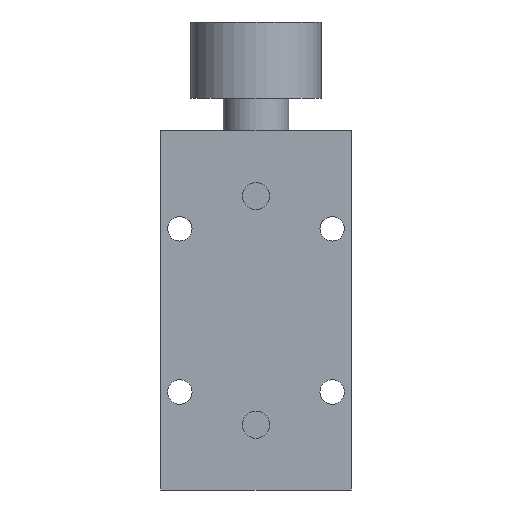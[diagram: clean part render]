
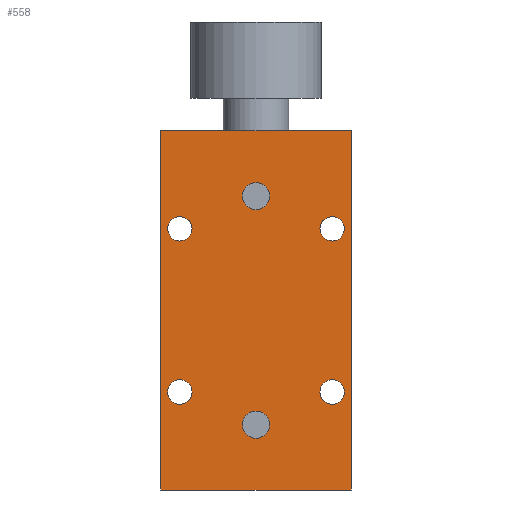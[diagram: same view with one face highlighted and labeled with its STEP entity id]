
A CAD part, front view. The second image highlights one B-rep face of the part: STEP entity #558.
In plain terms, the highlighted planar face has unit normal (0, -1, 0).
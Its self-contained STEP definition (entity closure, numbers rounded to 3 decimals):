
#21 = DIRECTION ( 'NONE',  ( 0., 0., 1. ) ) ;
#34 = DIRECTION ( 'NONE',  ( 0., 0., 1. ) ) ;
#205 = EDGE_CURVE ( 'NONE', #8750, #851, #9634, .T. ) ;
#288 = ORIENTED_EDGE ( 'NONE', *, *, #1111, .T. ) ;
#298 = FACE_BOUND ( 'NONE', #3012, .T. ) ;
#362 = DIRECTION ( 'NONE',  ( 0., -1., 0. ) ) ;
#485 = CIRCLE ( 'NONE', #4516, 2.25 ) ;
#558 = ADVANCED_FACE ( 'NONE', ( #7566, #10266, #298, #7690, #4862, #1980, #5882 ), #3840, .T. ) ;
#851 = VERTEX_POINT ( 'NONE', #6576 ) ;
#936 = VECTOR ( 'NONE', #7534, 1000. ) ;
#971 = VERTEX_POINT ( 'NONE', #8182 ) ;
#1111 = EDGE_CURVE ( 'NONE', #5234, #4764, #5423, .T. ) ;
#1219 = AXIS2_PLACEMENT_3D ( 'NONE', #4918, #362, #9428 ) ;
#1274 = DIRECTION ( 'NONE',  ( 0., 0., -1. ) ) ;
#1353 = VERTEX_POINT ( 'NONE', #3849 ) ;
#1381 = EDGE_CURVE ( 'NONE', #11224, #4233, #9075, .T. ) ;
#1403 = CIRCLE ( 'NONE', #9259, 2.5 ) ;
#1520 = CARTESIAN_POINT ( 'NONE',  ( 7.043, -20.499, 40.406 ) ) ;
#1549 = DIRECTION ( 'NONE',  ( 1., 0., 0. ) ) ;
#1638 = CARTESIAN_POINT ( 'NONE',  ( -24.457, -20.499, 28.406 ) ) ;
#1656 = DIRECTION ( 'NONE',  ( 0., 1., 0. ) ) ;
#1672 = EDGE_LOOP ( 'NONE', ( #6217, #6931 ) ) ;
#1719 = EDGE_CURVE ( 'NONE', #851, #8750, #6393, .T. ) ;
#1730 = CARTESIAN_POINT ( 'NONE',  ( -24.457, -20.499, -1.594 ) ) ;
#1914 = DIRECTION ( 'NONE',  ( 0., 1., 0. ) ) ;
#1980 = FACE_BOUND ( 'NONE', #3430, .T. ) ;
#2173 = AXIS2_PLACEMENT_3D ( 'NONE', #1730, #4370, #10792 ) ;
#2285 = LINE ( 'NONE', #6108, #4984 ) ;
#2294 = EDGE_CURVE ( 'NONE', #10748, #3278, #8384, .T. ) ;
#2433 = CIRCLE ( 'NONE', #6254, 2.25 ) ;
#2599 = CARTESIAN_POINT ( 'NONE',  ( -27.957, -20.499, -19.594 ) ) ;
#2666 = DIRECTION ( 'NONE',  ( 0., 0., 1. ) ) ;
#2683 = VECTOR ( 'NONE', #5176, 1000. ) ;
#2787 = ORIENTED_EDGE ( 'NONE', *, *, #3431, .T. ) ;
#2877 = DIRECTION ( 'NONE',  ( 0., 0., 1. ) ) ;
#2886 = CARTESIAN_POINT ( 'NONE',  ( 3.543, -20.499, 28.406 ) ) ;
#2895 = DIRECTION ( 'NONE',  ( 0., 0., -1. ) ) ;
#2991 = DIRECTION ( 'NONE',  ( 0., 0., -1. ) ) ;
#3012 = EDGE_LOOP ( 'NONE', ( #2787, #9038 ) ) ;
#3049 = CARTESIAN_POINT ( 'NONE',  ( -10.457, -20.499, -10.094 ) ) ;
#3089 = CARTESIAN_POINT ( 'NONE',  ( 3.543, -20.499, 28.406 ) ) ;
#3168 = ORIENTED_EDGE ( 'NONE', *, *, #6539, .F. ) ;
#3211 = EDGE_CURVE ( 'NONE', #3278, #10748, #1403, .T. ) ;
#3278 = VERTEX_POINT ( 'NONE', #8937 ) ;
#3430 = EDGE_LOOP ( 'NONE', ( #11269, #288 ) ) ;
#3431 = EDGE_CURVE ( 'NONE', #3510, #7043, #9633, .T. ) ;
#3510 = VERTEX_POINT ( 'NONE', #10492 ) ;
#3760 = CARTESIAN_POINT ( 'NONE',  ( 3.543, -20.499, 26.156 ) ) ;
#3810 = CIRCLE ( 'NONE', #6292, 2.25 ) ;
#3840 = PLANE ( 'NONE',  #1219 ) ;
#3849 = CARTESIAN_POINT ( 'NONE',  ( -24.457, -20.499, 26.156 ) ) ;
#3890 = DIRECTION ( 'NONE',  ( 0., -1., 0. ) ) ;
#4140 = DIRECTION ( 'NONE',  ( 0., -1., 0. ) ) ;
#4210 = DIRECTION ( 'NONE',  ( 0., 0., 1. ) ) ;
#4233 = VERTEX_POINT ( 'NONE', #3049 ) ;
#4301 = CARTESIAN_POINT ( 'NONE',  ( 7.043, -20.499, 46.406 ) ) ;
#4370 = DIRECTION ( 'NONE',  ( 0., 1., 0. ) ) ;
#4462 = CARTESIAN_POINT ( 'NONE',  ( 3.543, -20.499, -1.594 ) ) ;
#4473 = ORIENTED_EDGE ( 'NONE', *, *, #205, .T. ) ;
#4516 = AXIS2_PLACEMENT_3D ( 'NONE', #1638, #11709, #21 ) ;
#4688 = DIRECTION ( 'NONE',  ( 0., 0., 1. ) ) ;
#4764 = VERTEX_POINT ( 'NONE', #5939 ) ;
#4783 = EDGE_CURVE ( 'NONE', #4233, #11224, #10093, .T. ) ;
#4850 = CARTESIAN_POINT ( 'NONE',  ( -10.457, -20.499, -5.094 ) ) ;
#4862 = FACE_BOUND ( 'NONE', #7007, .T. ) ;
#4873 = DIRECTION ( 'NONE',  ( 0., -1., 0. ) ) ;
#4918 = CARTESIAN_POINT ( 'NONE',  ( -27.957, -20.499, 40.406 ) ) ;
#4984 = VECTOR ( 'NONE', #1549, 1000. ) ;
#5176 = DIRECTION ( 'NONE',  ( 0., 0., 1. ) ) ;
#5234 = VERTEX_POINT ( 'NONE', #3760 ) ;
#5235 = CARTESIAN_POINT ( 'NONE',  ( -24.457, -20.499, 0.656 ) ) ;
#5319 = CARTESIAN_POINT ( 'NONE',  ( -24.457, -20.499, -1.594 ) ) ;
#5350 = EDGE_CURVE ( 'NONE', #10124, #11186, #9167, .T. ) ;
#5423 = CIRCLE ( 'NONE', #10795, 2.25 ) ;
#5455 = CARTESIAN_POINT ( 'NONE',  ( 3.543, -20.499, -3.844 ) ) ;
#5487 = CARTESIAN_POINT ( 'NONE',  ( -24.457, -20.499, 28.406 ) ) ;
#5547 = VERTEX_POINT ( 'NONE', #4301 ) ;
#5752 = CARTESIAN_POINT ( 'NONE',  ( -27.957, -20.499, 46.406 ) ) ;
#5882 = FACE_OUTER_BOUND ( 'NONE', #10464, .T. ) ;
#5939 = CARTESIAN_POINT ( 'NONE',  ( 3.543, -20.499, 30.656 ) ) ;
#5956 = ORIENTED_EDGE ( 'NONE', *, *, #5350, .F. ) ;
#6018 = EDGE_CURVE ( 'NONE', #4764, #5234, #3810, .T. ) ;
#6019 = CARTESIAN_POINT ( 'NONE',  ( 7.043, -20.499, -19.594 ) ) ;
#6087 = DIRECTION ( 'NONE',  ( 0., 0., -1. ) ) ;
#6108 = CARTESIAN_POINT ( 'NONE',  ( -27.957, -20.499, 46.406 ) ) ;
#6217 = ORIENTED_EDGE ( 'NONE', *, *, #2294, .F. ) ;
#6237 = ORIENTED_EDGE ( 'NONE', *, *, #1381, .F. ) ;
#6253 = DIRECTION ( 'NONE',  ( 0., 1., 0. ) ) ;
#6254 = AXIS2_PLACEMENT_3D ( 'NONE', #4462, #6253, #2666 ) ;
#6292 = AXIS2_PLACEMENT_3D ( 'NONE', #2886, #7509, #4688 ) ;
#6393 = CIRCLE ( 'NONE', #2173, 2.25 ) ;
#6451 = AXIS2_PLACEMENT_3D ( 'NONE', #9093, #6990, #6087 ) ;
#6539 = EDGE_CURVE ( 'NONE', #8928, #10124, #8614, .T. ) ;
#6576 = CARTESIAN_POINT ( 'NONE',  ( -24.457, -20.499, -3.844 ) ) ;
#6747 = DIRECTION ( 'NONE',  ( 0., 1., 0. ) ) ;
#6763 = CARTESIAN_POINT ( 'NONE',  ( -27.957, -20.499, 40.406 ) ) ;
#6863 = ORIENTED_EDGE ( 'NONE', *, *, #7215, .F. ) ;
#6906 = CARTESIAN_POINT ( 'NONE',  ( -10.457, -20.499, 34.406 ) ) ;
#6931 = ORIENTED_EDGE ( 'NONE', *, *, #3211, .F. ) ;
#6990 = DIRECTION ( 'NONE',  ( 0., -1., 0. ) ) ;
#7007 = EDGE_LOOP ( 'NONE', ( #7631, #10219 ) ) ;
#7043 = VERTEX_POINT ( 'NONE', #5455 ) ;
#7215 = EDGE_CURVE ( 'NONE', #11186, #5547, #2285, .T. ) ;
#7509 = DIRECTION ( 'NONE',  ( 0., 1., 0. ) ) ;
#7534 = DIRECTION ( 'NONE',  ( -1., 0., 0. ) ) ;
#7566 = FACE_BOUND ( 'NONE', #1672, .T. ) ;
#7592 = CARTESIAN_POINT ( 'NONE',  ( 7.043, -20.499, -19.594 ) ) ;
#7631 = ORIENTED_EDGE ( 'NONE', *, *, #9078, .T. ) ;
#7668 = DIRECTION ( 'NONE',  ( 0., 0., 1. ) ) ;
#7690 = FACE_BOUND ( 'NONE', #8566, .T. ) ;
#7814 = AXIS2_PLACEMENT_3D ( 'NONE', #5487, #11843, #34 ) ;
#7830 = VECTOR ( 'NONE', #7668, 1000. ) ;
#7968 = ORIENTED_EDGE ( 'NONE', *, *, #4783, .F. ) ;
#8111 = AXIS2_PLACEMENT_3D ( 'NONE', #9494, #4873, #2895 ) ;
#8182 = CARTESIAN_POINT ( 'NONE',  ( -24.457, -20.499, 30.656 ) ) ;
#8384 = CIRCLE ( 'NONE', #11053, 2.5 ) ;
#8544 = EDGE_LOOP ( 'NONE', ( #7968, #6237 ) ) ;
#8566 = EDGE_LOOP ( 'NONE', ( #4473, #11585 ) ) ;
#8571 = CARTESIAN_POINT ( 'NONE',  ( -10.457, -20.499, 34.406 ) ) ;
#8614 = LINE ( 'NONE', #7592, #936 ) ;
#8630 = ORIENTED_EDGE ( 'NONE', *, *, #11487, .T. ) ;
#8677 = AXIS2_PLACEMENT_3D ( 'NONE', #11863, #1914, #2877 ) ;
#8678 = EDGE_CURVE ( 'NONE', #7043, #3510, #2433, .T. ) ;
#8750 = VERTEX_POINT ( 'NONE', #5235 ) ;
#8928 = VERTEX_POINT ( 'NONE', #6019 ) ;
#8937 = CARTESIAN_POINT ( 'NONE',  ( -10.457, -20.499, 36.906 ) ) ;
#8989 = DIRECTION ( 'NONE',  ( 0., 0., 1. ) ) ;
#9038 = ORIENTED_EDGE ( 'NONE', *, *, #8678, .T. ) ;
#9075 = CIRCLE ( 'NONE', #8111, 2.5 ) ;
#9078 = EDGE_CURVE ( 'NONE', #971, #1353, #9723, .T. ) ;
#9093 = CARTESIAN_POINT ( 'NONE',  ( -10.457, -20.499, -7.594 ) ) ;
#9167 = LINE ( 'NONE', #6763, #7830 ) ;
#9259 = AXIS2_PLACEMENT_3D ( 'NONE', #6906, #4140, #1274 ) ;
#9428 = DIRECTION ( 'NONE',  ( 0., 0., -1. ) ) ;
#9494 = CARTESIAN_POINT ( 'NONE',  ( -10.457, -20.499, -7.594 ) ) ;
#9633 = CIRCLE ( 'NONE', #8677, 2.25 ) ;
#9634 = CIRCLE ( 'NONE', #9829, 2.25 ) ;
#9723 = CIRCLE ( 'NONE', #7814, 2.25 ) ;
#9829 = AXIS2_PLACEMENT_3D ( 'NONE', #5319, #1656, #8989 ) ;
#10093 = CIRCLE ( 'NONE', #6451, 2.5 ) ;
#10124 = VERTEX_POINT ( 'NONE', #2599 ) ;
#10219 = ORIENTED_EDGE ( 'NONE', *, *, #10597, .T. ) ;
#10266 = FACE_BOUND ( 'NONE', #8544, .T. ) ;
#10464 = EDGE_LOOP ( 'NONE', ( #6863, #5956, #3168, #8630 ) ) ;
#10492 = CARTESIAN_POINT ( 'NONE',  ( 3.543, -20.499, 0.656 ) ) ;
#10597 = EDGE_CURVE ( 'NONE', #1353, #971, #485, .T. ) ;
#10748 = VERTEX_POINT ( 'NONE', #11575 ) ;
#10792 = DIRECTION ( 'NONE',  ( 0., 0., 1. ) ) ;
#10795 = AXIS2_PLACEMENT_3D ( 'NONE', #3089, #6747, #4210 ) ;
#10876 = LINE ( 'NONE', #1520, #2683 ) ;
#11053 = AXIS2_PLACEMENT_3D ( 'NONE', #8571, #3890, #2991 ) ;
#11186 = VERTEX_POINT ( 'NONE', #5752 ) ;
#11224 = VERTEX_POINT ( 'NONE', #4850 ) ;
#11269 = ORIENTED_EDGE ( 'NONE', *, *, #6018, .T. ) ;
#11487 = EDGE_CURVE ( 'NONE', #8928, #5547, #10876, .T. ) ;
#11575 = CARTESIAN_POINT ( 'NONE',  ( -10.457, -20.499, 31.906 ) ) ;
#11585 = ORIENTED_EDGE ( 'NONE', *, *, #1719, .T. ) ;
#11709 = DIRECTION ( 'NONE',  ( 0., 1., 0. ) ) ;
#11843 = DIRECTION ( 'NONE',  ( 0., 1., 0. ) ) ;
#11863 = CARTESIAN_POINT ( 'NONE',  ( 3.543, -20.499, -1.594 ) ) ;
